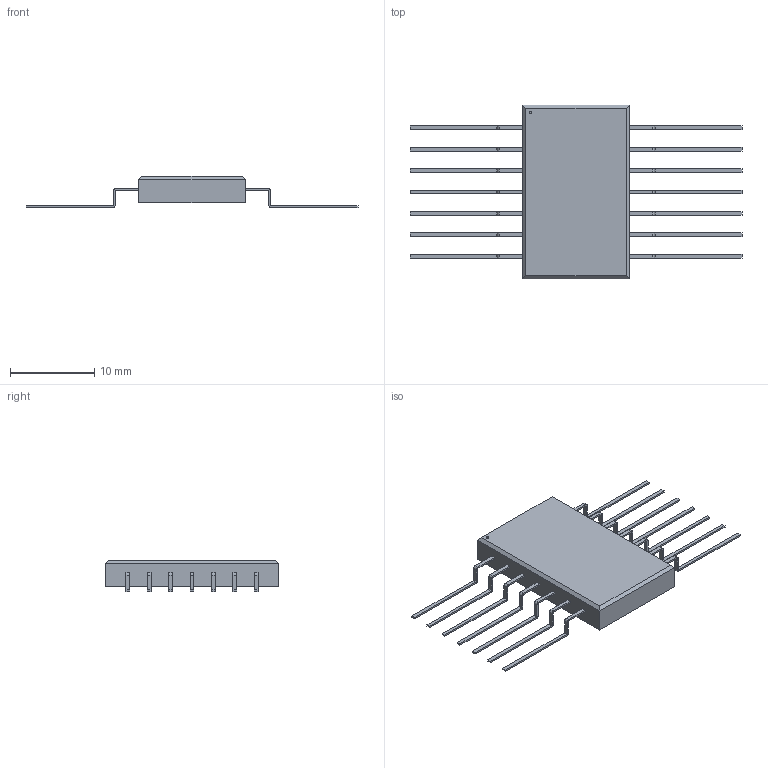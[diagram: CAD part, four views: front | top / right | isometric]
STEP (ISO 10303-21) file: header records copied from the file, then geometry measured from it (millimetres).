
FILE_DESCRIPTION(/* description */ (''),/* implementation_level */ '2;1');
FILE_NAME(/* name */ 'md_soic_1762354457149.stp',/* time_stamp */ '2025-11-05T14:54:23Z',/* author */ (''),/* organization */ (''),/* preprocessor_version */ 'ST-DEVELOPER v20.1',/* originating_system */ 'ASM',/* authorisation */ '');
FILE_SCHEMA (('AUTOMOTIVE_DESIGN { 1 0 10303 214 3 1 1 }'));
Length unit declared in the file: millimetre
Products named in the file (1): md_soic_1762354457149
Bounding box: 39.37 x 20.6 x 3.68 mm (x, y, z)
Volume: 828 mm3; surface area: 990.4 mm2
Topology: 1 solids, 1 shells, 194 faces, 527 edges, 350 vertices
Faces by surface type: plane 137, cylinder 57
Full cylindrical faces by diameter (mm): 0.3 x1
Entity records: 6319 total; most frequent: CARTESIAN_POINT 1072, ORIENTED_EDGE 1054, DIRECTION 1031, EDGE_CURVE 527, LINE 413, VECTOR 413, VERTEX_POINT 350, AXIS2_PLACEMENT_3D 309
